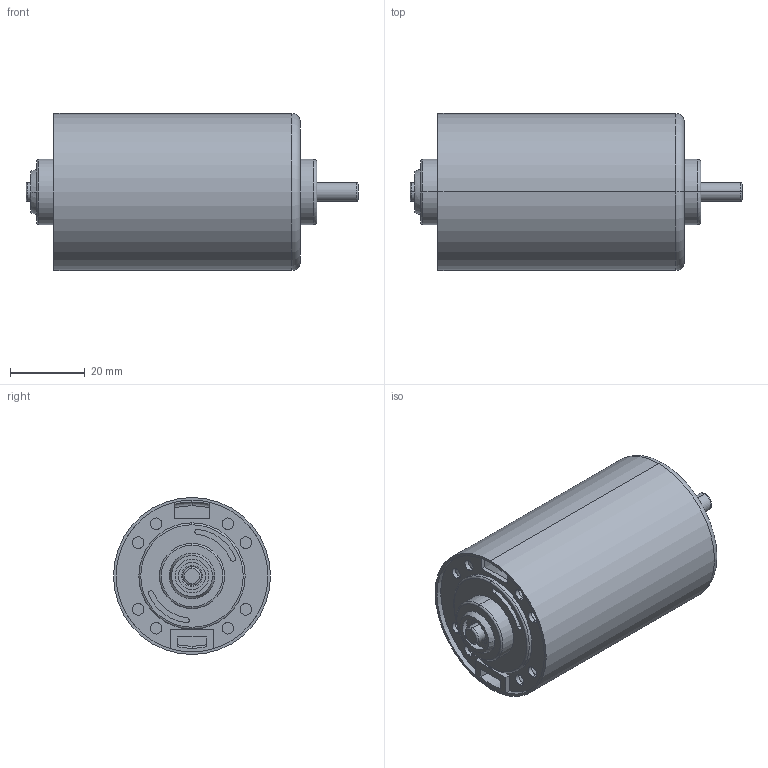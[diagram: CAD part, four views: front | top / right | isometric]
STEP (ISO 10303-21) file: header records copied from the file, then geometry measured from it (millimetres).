
FILE_DESCRIPTION (( 'STEP AP214' ), '1' );
FILE_NAME ('BL4266-3D.STEP', '2024-07-11T02:15:42', ( 'China' ), ( 'Home' ), 'SwSTEP 2.0', 'SolidWorks 2020', '' );
FILE_SCHEMA (( 'AUTOMOTIVE_DESIGN' ));
Length unit declared in the file: millimetre
Products named in the file (6): 625zz粣創; BL4266-3D; 42綴裔; 4266俋褲ㄗ2蹟佪謂ㄘ; 5-89粣; 42誘盄杶
Assembly tree (6 placements, depth 2):
  BL4266-3D
    4266俋褲ㄗ2蹟佪謂ㄘ
    42綴裔
    42誘盄杶
    625zz粣創  x2
    5-89粣
Bounding box: 89 x 42.1 x 42.1 mm (x, y, z)
Volume: 16596.7 mm3; surface area: 26173.2 mm2
Topology: 6 solids, 6 shells, 197 faces, 452 edges, 286 vertices
Faces by surface type: cylinder 92, plane 55, torus 40, bspline 6, sphere 4
Entity records: 5712 total; most frequent: CARTESIAN_POINT 1402, DIRECTION 934, ORIENTED_EDGE 800, EDGE_CURVE 400, AXIS2_PLACEMENT_3D 398, VERTEX_POINT 254, CIRCLE 224, EDGE_LOOP 218
